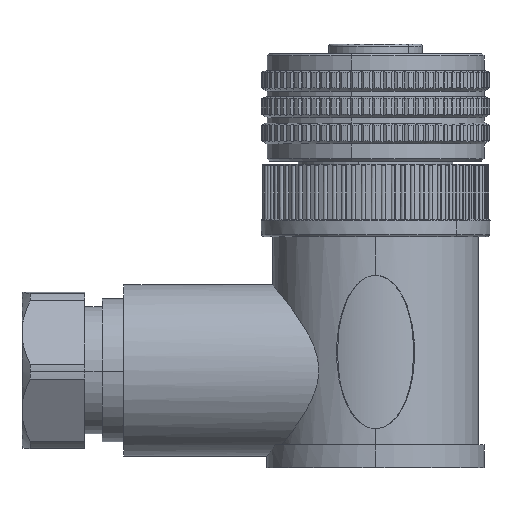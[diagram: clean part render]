
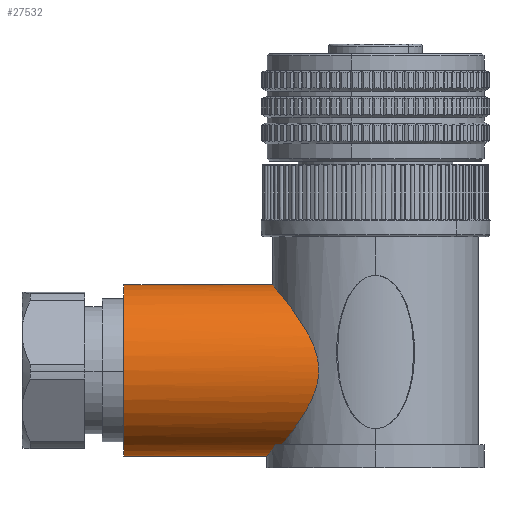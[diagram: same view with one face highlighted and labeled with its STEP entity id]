
A CAD part, left-side view. The second image highlights one B-rep face of the part: STEP entity #27532.
In plain terms, the highlighted cylindrical face has radius 7.5 mm (diameter 15 mm), a partial arc.
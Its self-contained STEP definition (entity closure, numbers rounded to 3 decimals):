
#4486=CARTESIAN_POINT('',(2.851,2.686,35.5));
#4487=CARTESIAN_POINT('',(2.672,2.686,35.5));
#4488=CARTESIAN_POINT('',(2.313,2.675,35.487));
#4489=CARTESIAN_POINT('',(1.774,2.627,35.429));
#4490=CARTESIAN_POINT('',(1.236,2.546,35.331));
#4491=CARTESIAN_POINT('',(0.696,2.43,35.191));
#4492=CARTESIAN_POINT('',(0.158,2.28,35.008));
#4493=CARTESIAN_POINT('',(-0.379,2.093,
34.777));
#4494=CARTESIAN_POINT('',(-0.912,1.869,
34.498));
#4495=CARTESIAN_POINT('',(-1.437,1.606,34.164));
#4496=CARTESIAN_POINT('',(-1.95,1.307,33.775));
#4497=CARTESIAN_POINT('',(-2.444,0.972,
33.327));
#4498=CARTESIAN_POINT('',(-2.908,0.611,
32.822));
#4499=CARTESIAN_POINT('',(-3.33,0.236,
32.268));
#4500=CARTESIAN_POINT('',(-3.694,-0.13,
31.683));
#4501=CARTESIAN_POINT('',(-3.991,-0.462,
31.095));
#4502=CARTESIAN_POINT('',(-4.217,-0.739,
30.532));
#4503=CARTESIAN_POINT('',(-4.383,-0.957,
30.005));
#4504=CARTESIAN_POINT('',(-4.5,-1.12,
29.516));
#4505=CARTESIAN_POINT('',(-4.579,-1.234,
29.057));
#4506=CARTESIAN_POINT('',(-4.628,-1.306,
28.621));
#4507=CARTESIAN_POINT('',(-4.651,-1.341,
28.198));
#4508=CARTESIAN_POINT('',(-4.65,-1.34,
27.778));
#4509=CARTESIAN_POINT('',(-4.626,-1.303,
27.353));
#4510=CARTESIAN_POINT('',(-4.575,-1.228,
26.914));
#4511=CARTESIAN_POINT('',(-4.494,-1.111,
26.453));
#4512=CARTESIAN_POINT('',(-4.374,-0.945,
25.962));
#4513=CARTESIAN_POINT('',(-4.205,-0.723,
25.435));
#4514=CARTESIAN_POINT('',(-3.976,-0.444,
24.872));
#4515=CARTESIAN_POINT('',(-3.678,-0.113,
24.288));
#4516=CARTESIAN_POINT('',(-3.312,0.253,
23.707));
#4517=CARTESIAN_POINT('',(-2.89,0.626,
23.157));
#4518=CARTESIAN_POINT('',(-2.425,0.986,
22.655));
#4519=CARTESIAN_POINT('',(-1.932,1.318,22.21));
#4520=CARTESIAN_POINT('',(-1.417,1.617,21.822));
#4521=CARTESIAN_POINT('',(-1.067,1.791,21.601));
#4522=CARTESIAN_POINT('',(-0.891,1.872,21.5));
#4831=DIRECTION('',(0.,1.,0.));
#4832=VECTOR('',#4831,12.5);
#4833=CARTESIAN_POINT('',(2.851,3.186,20.5));
#4834=LINE('',#4833,#4832);
#4841=CARTESIAN_POINT('',(2.851,3.186,20.5));
#4885=CARTESIAN_POINT('',(2.851,15.686,28.));
#4886=DIRECTION('',(0.,1.,0.));
#4887=DIRECTION('',(0.,0.,-1.));
#4888=AXIS2_PLACEMENT_3D('',#4885,#4886,#4887);
#4910=DIRECTION('',(0.,1.,0.));
#4911=VECTOR('',#4910,13.);
#4912=CARTESIAN_POINT('',(2.851,2.686,35.5));
#4913=LINE('',#4912,#4911);
#4914=DIRECTION('',(0.,-1.,0.));
#4915=VECTOR('',#4914,0.547);
#4916=CARTESIAN_POINT('',(-0.891,2.418,21.5));
#4917=LINE('',#4916,#4915);
#4918=CARTESIAN_POINT('',(2.851,3.186,20.5));
#4919=CARTESIAN_POINT('',(2.543,3.186,20.5));
#4920=CARTESIAN_POINT('',(1.919,3.157,20.537));
#4921=CARTESIAN_POINT('',(0.938,3.009,20.726));
#4922=CARTESIAN_POINT('',(0.023,2.772,21.03));
#4923=CARTESIAN_POINT('',(-0.592,2.547,
21.328));
#4924=CARTESIAN_POINT('',(-0.891,2.418,21.5));
#20597=CARTESIAN_POINT('',(2.851,2.686,35.5));
#20598=CARTESIAN_POINT('',(2.851,15.686,35.5));
#20599=VERTEX_POINT('',#20597);
#20600=VERTEX_POINT('',#20598);
#20973=CARTESIAN_POINT('',(2.851,15.686,20.5));
#20974=VERTEX_POINT('',#20973);
#21355=CARTESIAN_POINT('',(-0.891,2.418,21.5));
#21357=VERTEX_POINT('',#21355);
#21713=VERTEX_POINT('',#4841);
#22172=VERTEX_POINT('',#4522);
#27518=CARTESIAN_POINT('',(2.851,15.686,28.));
#27519=DIRECTION('',(0.,-1.,0.));
#27520=DIRECTION('',(0.,0.,-1.));
#27521=AXIS2_PLACEMENT_3D('',#27518,#27519,#27520);
#27522=CYLINDRICAL_SURFACE('',#27521,7.5);
#27523=ORIENTED_EDGE('',*,*,#27494,.F.);
#27524=ORIENTED_EDGE('',*,*,#26625,.T.);
#27525=ORIENTED_EDGE('',*,*,#27473,.F.);
#27527=ORIENTED_EDGE('',*,*,#27526,.F.);
#27528=ORIENTED_EDGE('',*,*,#27488,.T.);
#27529=ORIENTED_EDGE('',*,*,#27504,.T.);
#27530=EDGE_LOOP('',(#27523,#27524,#27525,#27527,#27528,#27529));
#27531=FACE_OUTER_BOUND('',#27530,.F.);
#27532=ADVANCED_FACE('',(#27531),#27522,.T.);
#4523=B_SPLINE_CURVE_WITH_KNOTS('',3,(#4486,#4487,#4488,#4489,#4490,#4491,#4492,
#4493,#4494,#4495,#4496,#4497,#4498,#4499,#4500,#4501,#4502,#4503,#4504,#4505,
#4506,#4507,#4508,#4509,#4510,#4511,#4512,#4513,#4514,#4515,#4516,#4517,#4518,
#4519,#4520,#4521,#4522),.UNSPECIFIED.,.F.,.F.,(4,1,1,1,1,1,1,1,1,1,1,1,1,1,1,1,
1,1,1,1,1,1,1,1,1,1,1,1,1,1,1,1,1,1,4),(0.,0.029,
0.059,0.088,0.118,0.147,
0.176,0.206,0.235,0.265,
0.294,0.324,0.353,0.382,
0.412,0.441,0.471,0.5,0.529,
0.559,0.588,0.618,0.647,
0.676,0.706,0.735,0.765,
0.794,0.824,0.853,0.882,
0.912,0.941,0.971,1.),.UNSPECIFIED.);
#4889=CIRCLE('',#4888,7.5);
#4925=B_SPLINE_CURVE_WITH_KNOTS('',3,(#4918,#4919,#4920,#4921,#4922,#4923,
#4924),.UNSPECIFIED.,.F.,.F.,(4,1,1,1,4),(0.,0.25,0.5,0.75,1.),
.UNSPECIFIED.);
#26625=EDGE_CURVE('',#20599,#22172,#4523,.T.);
#27473=EDGE_CURVE('',#21357,#22172,#4917,.T.);
#27488=EDGE_CURVE('',#21713,#20974,#4834,.T.);
#27494=EDGE_CURVE('',#20599,#20600,#4913,.T.);
#27504=EDGE_CURVE('',#20974,#20600,#4889,.T.);
#27526=EDGE_CURVE('',#21713,#21357,#4925,.T.);
